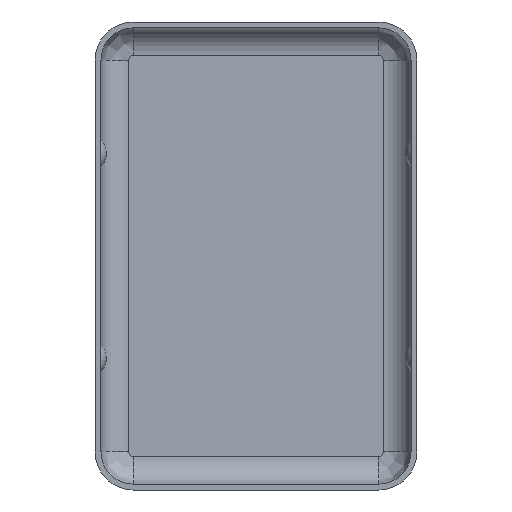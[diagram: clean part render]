
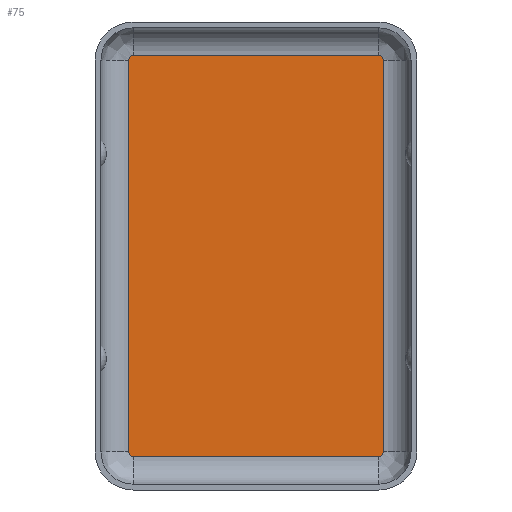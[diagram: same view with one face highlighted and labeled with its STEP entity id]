
A CAD part, front view. The second image highlights one B-rep face of the part: STEP entity #75.
In plain terms, the highlighted planar face has unit normal (0, -1, 0).
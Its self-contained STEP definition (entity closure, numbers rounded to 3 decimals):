
#75 = ADVANCED_FACE( 'NONE', ( #184 ), #185, .T. );
#184 = FACE_OUTER_BOUND( '', #329, .T. );
#185 = PLANE( '', #330 );
#329 = EDGE_LOOP( '', ( #661, #662, #663, #664, #665, #666, #667, #668 ) );
#330 = AXIS2_PLACEMENT_3D( '', #669, #670, #671 );
#661 = ORIENTED_EDGE( '', *, *, #971, .F. );
#662 = ORIENTED_EDGE( '', *, *, #972, .F. );
#663 = ORIENTED_EDGE( '', *, *, #973, .F. );
#664 = ORIENTED_EDGE( '', *, *, #974, .T. );
#665 = ORIENTED_EDGE( '', *, *, #975, .T. );
#666 = ORIENTED_EDGE( '', *, *, #976, .F. );
#667 = ORIENTED_EDGE( '', *, *, #977, .T. );
#668 = ORIENTED_EDGE( '', *, *, #978, .T. );
#669 = CARTESIAN_POINT( '', ( 4.2, 0., -6.7 ) );
#670 = DIRECTION( '', ( 0., -1., 0. ) );
#671 = DIRECTION( '', ( 0., 0., -1. ) );
#971 = EDGE_CURVE( 'NONE', #1114, #1115, #1116, .T. );
#972 = EDGE_CURVE( 'NONE', #1117, #1114, #1118, .T. );
#973 = EDGE_CURVE( 'NONE', #1119, #1117, #1120, .T. );
#974 = EDGE_CURVE( 'NONE', #1119, #1121, #1122, .T. );
#975 = EDGE_CURVE( 'NONE', #1121, #1123, #1124, .T. );
#976 = EDGE_CURVE( 'NONE', #1125, #1123, #1126, .T. );
#977 = EDGE_CURVE( 'NONE', #1125, #1127, #1128, .T. );
#978 = EDGE_CURVE( 'NONE', #1127, #1115, #1129, .T. );
#1114 = VERTEX_POINT( 'NONE', #1310 );
#1115 = VERTEX_POINT( 'NONE', #1311 );
#1116 = LINE( '', #1312, #1313 );
#1117 = VERTEX_POINT( 'NONE', #1314 );
#1118 = CIRCLE( '', #1315, 0.15 );
#1119 = VERTEX_POINT( 'NONE', #1316 );
#1120 = LINE( '', #1317, #1318 );
#1121 = VERTEX_POINT( 'NONE', #1319 );
#1122 = CIRCLE( '', #1320, 0.15 );
#1123 = VERTEX_POINT( 'NONE', #1321 );
#1124 = LINE( '', #1322, #1323 );
#1125 = VERTEX_POINT( 'NONE', #1324 );
#1126 = CIRCLE( '', #1325, 0.15 );
#1127 = VERTEX_POINT( 'NONE', #1326 );
#1128 = LINE( '', #1327, #1328 );
#1129 = CIRCLE( '', #1329, 0.15 );
#1310 = CARTESIAN_POINT( '', ( 4.2, 0., -6.85 ) );
#1311 = CARTESIAN_POINT( '', ( -4.2, 0., -6.85 ) );
#1312 = CARTESIAN_POINT( '', ( 4.2, 0., -6.85 ) );
#1313 = VECTOR( '', #1519, 1000. );
#1314 = CARTESIAN_POINT( '', ( 4.35, 0., -6.7 ) );
#1315 = AXIS2_PLACEMENT_3D( '', #1520, #1521, #1522 );
#1316 = CARTESIAN_POINT( '', ( 4.35, 0., 6.7 ) );
#1317 = CARTESIAN_POINT( '', ( 4.35, 0., 0. ) );
#1318 = VECTOR( '', #1523, 1000. );
#1319 = CARTESIAN_POINT( '', ( 4.2, 0., 6.85 ) );
#1320 = AXIS2_PLACEMENT_3D( '', #1524, #1525, #1526 );
#1321 = CARTESIAN_POINT( '', ( -4.2, 0., 6.85 ) );
#1322 = CARTESIAN_POINT( '', ( 4.2, 0., 6.85 ) );
#1323 = VECTOR( '', #1527, 1000. );
#1324 = CARTESIAN_POINT( '', ( -4.35, 0., 6.7 ) );
#1325 = AXIS2_PLACEMENT_3D( '', #1528, #1529, #1530 );
#1326 = CARTESIAN_POINT( '', ( -4.35, 0., -6.7 ) );
#1327 = CARTESIAN_POINT( '', ( -4.35, 0., 0. ) );
#1328 = VECTOR( '', #1531, 1000. );
#1329 = AXIS2_PLACEMENT_3D( '', #1532, #1533, #1534 );
#1519 = DIRECTION( '', ( -1., 0., 0. ) );
#1520 = CARTESIAN_POINT( '', ( 4.2, 0., -6.7 ) );
#1521 = DIRECTION( '', ( 0., 1., 0. ) );
#1522 = DIRECTION( '', ( 0., 0., 1. ) );
#1523 = DIRECTION( '', ( 0., 0., -1. ) );
#1524 = CARTESIAN_POINT( '', ( 4.2, 0., 6.7 ) );
#1525 = DIRECTION( '', ( 0., -1., 0. ) );
#1526 = DIRECTION( '', ( 0., 0., -1. ) );
#1527 = DIRECTION( '', ( -1., 0., 0. ) );
#1528 = CARTESIAN_POINT( '', ( -4.2, 0., 6.7 ) );
#1529 = DIRECTION( '', ( 0., 1., 0. ) );
#1530 = DIRECTION( '', ( 0., 0., -1. ) );
#1531 = DIRECTION( '', ( 0., 0., -1. ) );
#1532 = CARTESIAN_POINT( '', ( -4.2, 0., -6.7 ) );
#1533 = DIRECTION( '', ( 0., -1., 0. ) );
#1534 = DIRECTION( '', ( 0., 0., 1. ) );
